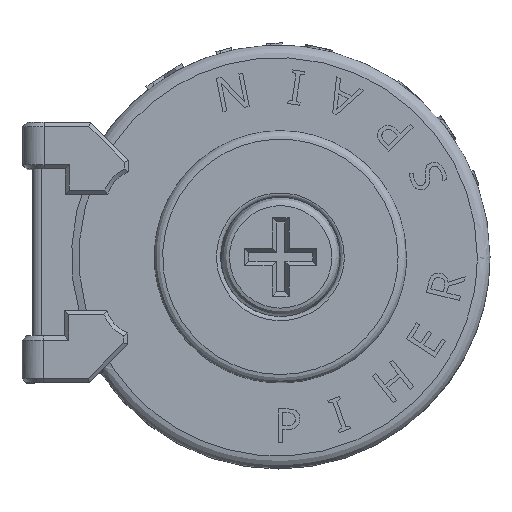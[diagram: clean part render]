
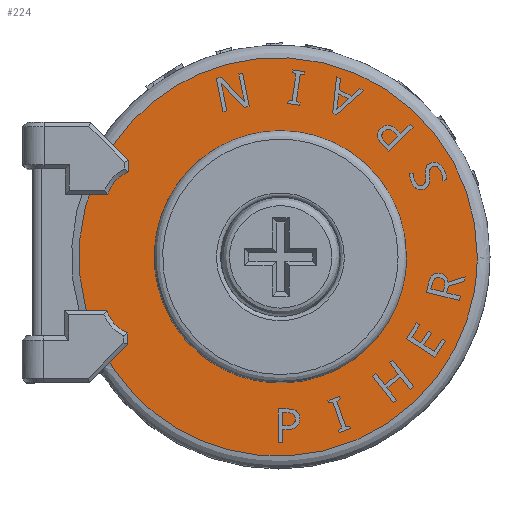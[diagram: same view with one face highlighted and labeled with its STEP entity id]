
A CAD part, top view. The second image highlights one B-rep face of the part: STEP entity #224.
In plain terms, the highlighted free-form (B-spline) face has degree [1, 1] with [2, 2] control points.
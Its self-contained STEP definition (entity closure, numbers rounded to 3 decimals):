
#183 = VERTEX_POINT('',#184);
#184 = CARTESIAN_POINT('',(2.685,0.,3.978));
#191 = EDGE_CURVE('',#183,#183,#192,.T.);
#192 = ( BOUNDED_CURVE() B_SPLINE_CURVE(2,(#193,#194,#195,#196,#197,#198
,#199),.UNSPECIFIED.,.T.,.F.) B_SPLINE_CURVE_WITH_KNOTS((1,2,2,2,2,1),(
    -2.094,0.,2.094,4.189,6.283,
8.378),.UNSPECIFIED.) CURVE() GEOMETRIC_REPRESENTATION_ITEM() 
RATIONAL_B_SPLINE_CURVE((1.,0.5,1.,0.5,1.,0.5,1.)) REPRESENTATION_ITEM(
  '') );
#193 = CARTESIAN_POINT('',(2.685,0.,3.978));
#194 = CARTESIAN_POINT('',(2.685,4.641,3.978)
  );
#195 = CARTESIAN_POINT('',(-1.335,2.32,3.978
    ));
#196 = CARTESIAN_POINT('',(-5.354,0.,
    3.978));
#197 = CARTESIAN_POINT('',(-1.335,-2.32,
    3.978));
#198 = CARTESIAN_POINT('',(2.685,-4.641,3.978
    ));
#199 = CARTESIAN_POINT('',(2.685,0.,3.978));
#224 = ADVANCED_FACE('',(#225,#239),#242,.T.);
#225 = FACE_BOUND('',#226,.T.);
#226 = EDGE_LOOP('',(#227));
#227 = ORIENTED_EDGE('',*,*,#228,.T.);
#228 = EDGE_CURVE('',#229,#229,#231,.T.);
#229 = VERTEX_POINT('',#230);
#230 = CARTESIAN_POINT('',(4.187,0.,3.978));
#231 = ( BOUNDED_CURVE() B_SPLINE_CURVE(2,(#232,#233,#234,#235,#236,#237
,#238),.UNSPECIFIED.,.T.,.F.) B_SPLINE_CURVE_WITH_KNOTS((1,2,2,2,2,1),(
    -2.094,0.,2.094,4.189,6.283,
8.378),.UNSPECIFIED.) CURVE() GEOMETRIC_REPRESENTATION_ITEM() 
RATIONAL_B_SPLINE_CURVE((1.,0.5,1.,0.5,1.,0.5,1.)) REPRESENTATION_ITEM(
  '') );
#232 = CARTESIAN_POINT('',(4.187,0.,3.978));
#233 = CARTESIAN_POINT('',(4.187,7.326,3.978)
  );
#234 = CARTESIAN_POINT('',(-2.157,3.663,3.978
    ));
#235 = CARTESIAN_POINT('',(-8.502,0.,
    3.978));
#236 = CARTESIAN_POINT('',(-2.157,-3.663,
    3.978));
#237 = CARTESIAN_POINT('',(4.187,-7.326,3.978)
  );
#238 = CARTESIAN_POINT('',(4.187,0.,3.978));
#239 = FACE_BOUND('',#240,.T.);
#240 = EDGE_LOOP('',(#241));
#241 = ORIENTED_EDGE('',*,*,#191,.F.);
#242 = B_SPLINE_SURFACE_WITH_KNOTS('',1,1,(
    (#243,#244)
    ,(#245,#246
    )),.UNSPECIFIED.,.F.,.F.,.F.,(2,2),(2,2),(-4.7,4.7),(-4.7,4.7),
  .PIECEWISE_BEZIER_KNOTS.);
#243 = CARTESIAN_POINT('',(-4.272,-4.23,
    3.978));
#244 = CARTESIAN_POINT('',(-4.272,4.23,3.978
    ));
#245 = CARTESIAN_POINT('',(4.187,-4.23,3.978)
  );
#246 = CARTESIAN_POINT('',(4.187,4.23,3.978)
  );
